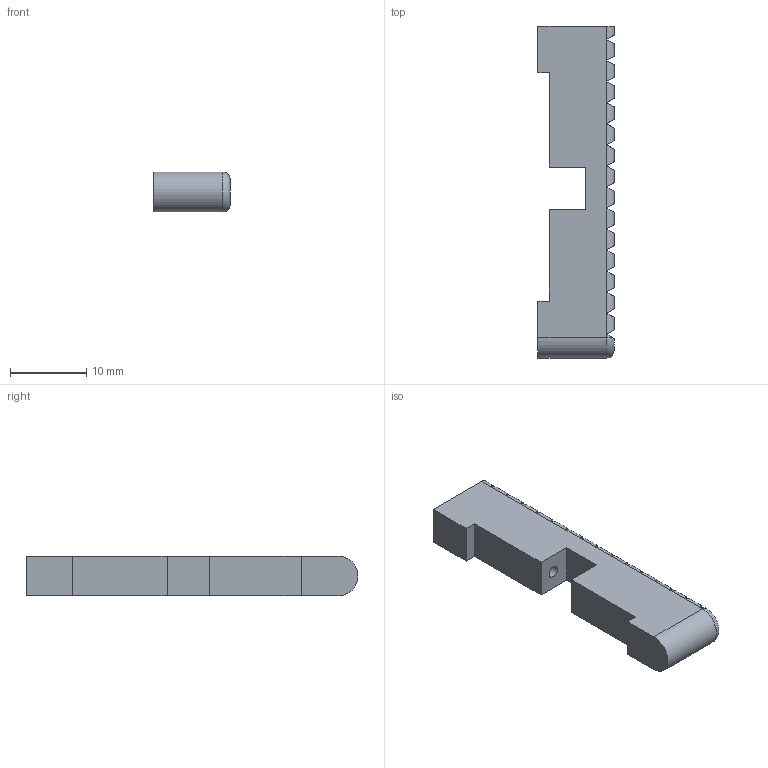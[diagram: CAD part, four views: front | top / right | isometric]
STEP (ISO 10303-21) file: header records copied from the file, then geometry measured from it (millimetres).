
FILE_DESCRIPTION(('HOOPS Exchange Step'),'2;1');
FILE_NAME('temp_export','2026-04-05T14:47:57-05:00',('mobile'),('Shapr3D Limited'),'HOOPS Exchange 2025.9','Shapr3D','Authorized');
FILE_SCHEMA( ('AP242_MANAGED_MODEL_BASED_3D_ENGINEERING_MIM_LF {1 0 10303 442 1 1 4}') );
Length unit declared in the file: millimetre
Products named in the file (4): Switch; Electronics Housing; DONE; root
Assembly tree (3 placements, depth 4):
  root
    DONE
      Electronics Housing
        Switch
Bounding box: 10 x 43.57 x 5.25 mm (x, y, z)
Volume: 1720 mm3; surface area: 1498.4 mm2
Topology: 1 solids, 1 shells, 67 faces, 194 edges, 129 vertices
Faces by surface type: plane 58, cylinder 6, cone 2, torus 1
Full cylindrical faces by diameter (mm): 1.6 x1, 2.5 x1, 4 x1
Entity records: 2358 total; most frequent: DIRECTION 420, CARTESIAN_POINT 407, ORIENTED_EDGE 388, EDGE_CURVE 194, AXIS2_PLACEMENT_3D 153, VERTEX_POINT 129, VECTOR 114, LINE 114
